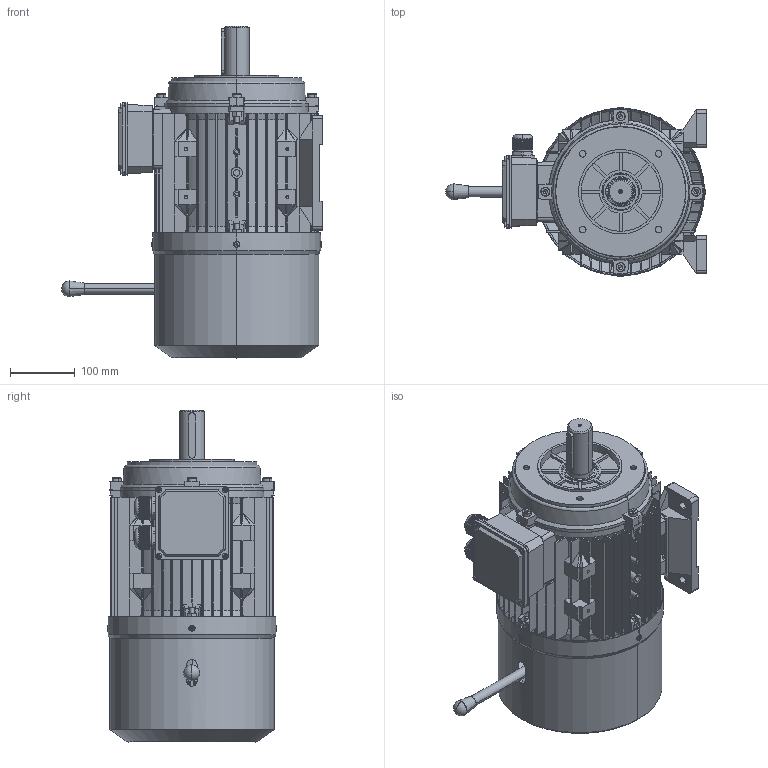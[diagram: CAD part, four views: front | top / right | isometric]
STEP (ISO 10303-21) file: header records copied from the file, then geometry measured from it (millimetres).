
FILE_DESCRIPTION (( 'STEP AP203' ), '1' );
FILE_NAME ('MSB132S B34俋倛芞.STEP', '2012-12-30T01:30:38', ( 'USER' ), ( 'MS' ), 'SwSTEP 2.0', 'SolidWorks 2008', '' );
FILE_SCHEMA (( 'CONFIG_CONTROL_DESIGN' ));
Products named in the file (15): MSB132S B34俋倛芞; 132机壳螺母_默认; 132B14盖_默认; 132油封_默认; 内六角圆柱头螺栓M7_默认; MSB132风罩_默认; 132S机壳_默认; 132风叶_默认; 132諉盄碟釱蹟隊_GB_CROSS_SCREWS_TYPE1 M4X6-6  H type-N; MS132接线盒盖_默认; MS132接线盒座_默认; 112-132出线螺套_默认; MSB132后盖_默认; 风罩螺钉M5_默认; 132S底脚_默认
Assembly tree (36 placements, depth 2):
  MSB132S B34俋倛芞
    132油封_默认
    132机壳螺母_默认  x8
    内六角圆柱头螺栓M7_默认  x8
    风罩螺钉M5_默认  x4
    132諉盄碟釱蹟隊_GB_CROSS_SCREWS_TYPE1 M4X6-6  H type-N  x4
    112-132出线螺套_默认  x2
    132B14盖_默认
    132S底脚_默认  x2
    MS132接线盒座_默认
    132S机壳_默认
    132风叶_默认
    MSB132风罩_默认
    MS132接线盒盖_默认
    MSB132后盖_默认
Bounding box: 401.6 x 261.51 x 510.96 mm (x, y, z)
Volume: 2797550.9 mm3; surface area: 1623388.4 mm2
Topology: 39 solids, 39 shells, 3867 faces, 10386 edges, 6673 vertices
Faces by surface type: plane 2674, cylinder 693, cone 338, torus 72, bspline 64, sphere 26
Entity records: 99832 total; most frequent: CARTESIAN_POINT 23286, ORIENTED_EDGE 15980, DIRECTION 14302, EDGE_CURVE 7990, VECTOR 5702, LINE 5702, VERTEX_POINT 5194, AXIS2_PLACEMENT_3D 4300
